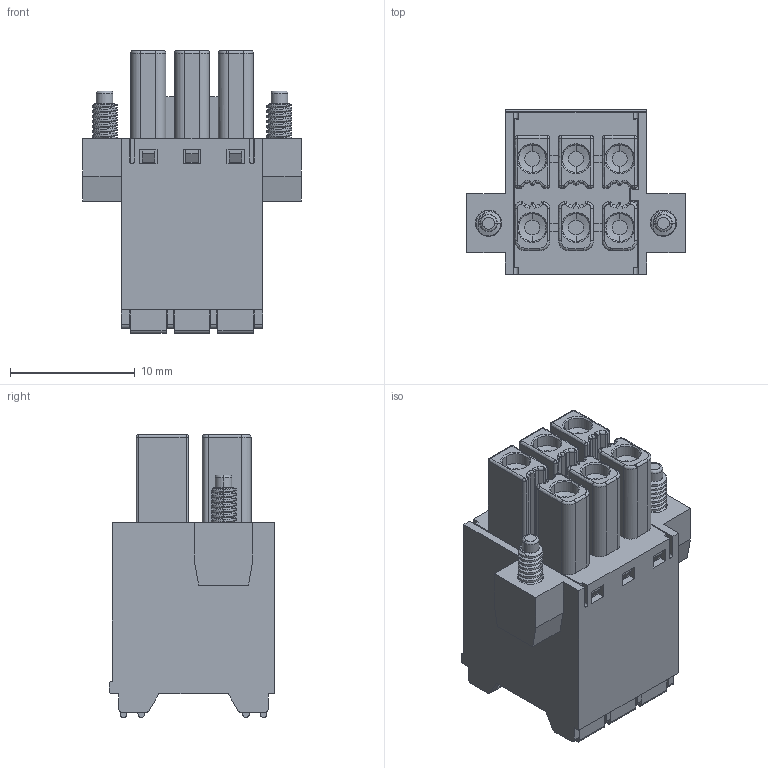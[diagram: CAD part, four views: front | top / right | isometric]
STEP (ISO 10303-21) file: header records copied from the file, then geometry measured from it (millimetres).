
FILE_DESCRIPTION( ('This file contains a STEP AP42 implementation' ,'as created by ZW3D STEP Interface translator.') ,'2;1' );
FILE_NAME( 'WJ15EDGKNHM-3.5-2x03P-00A.stp' ,'231221.1124 8', (''), ('ZWCAD Software Co.'), 'Version 1.0', 'ZW3D to STEP translator', '' );
FILE_SCHEMA(('AUTOMOTIVE_DESIGN { 1 0 10303 214 1 1 1 1 }'));
Length unit declared in the file: millimetre
Products named in the file (2): 0; WJ15EDGKNHM-3.5-2x05P
Bounding box: 17.5 x 13.25 x 22.65 mm (x, y, z)
Surface area: 3020.8 mm2 (no closed solid volume)
Topology: 0 solids, 1 shells, 1128 faces, 3050 edges, 1938 vertices
Faces by surface type: plane 586, bspline 346, cylinder 116, cone 60, sphere 20
Full cylindrical faces by diameter (mm): 3 x2
Entity records: 45619 total; most frequent: CARTESIAN_POINT 17140, ORIENTED_EDGE 6104, DIRECTION 5193, EDGE_CURVE 3054, VECTOR 2101, LINE 2101, VERTEX_POINT 1940, AXIS2_PLACEMENT_3D 1546
